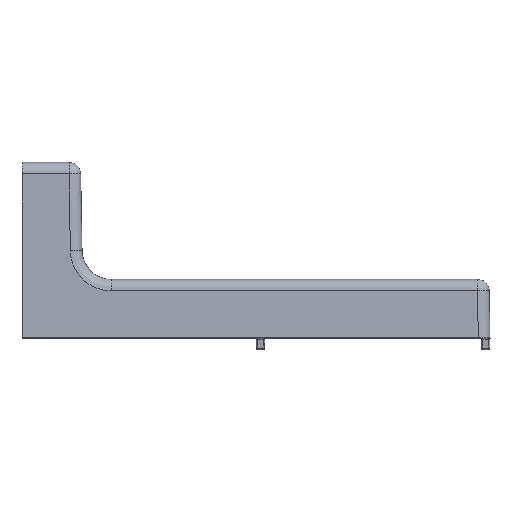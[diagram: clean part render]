
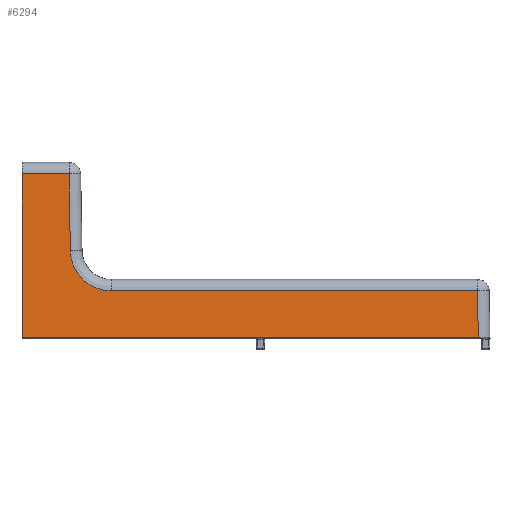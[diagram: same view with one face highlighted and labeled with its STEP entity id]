
A CAD part, top view. The second image highlights one B-rep face of the part: STEP entity #6294.
In plain terms, the highlighted planar face has unit normal (0, 0.018, 1).
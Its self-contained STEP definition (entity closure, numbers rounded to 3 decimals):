
#69=PLANE('',#6789);
#168=LINE('',#9697,#610);
#267=LINE('',#10363,#709);
#275=LINE('',#10385,#717);
#276=LINE('',#10386,#718);
#277=LINE('',#10388,#719);
#278=LINE('',#10390,#720);
#610=VECTOR('',#7589,156.001);
#709=VECTOR('',#7744,56.078);
#717=VECTOR('',#7762,26.252);
#718=VECTOR('',#7763,16.069);
#719=VECTOR('',#7764,16.075);
#720=VECTOR('',#7765,125.195);
#1404=FACE_OUTER_BOUND('',#1853,.T.);
#1853=EDGE_LOOP('',(#4493,#4494,#4495,#4496,#4497,#4498,#4499));
#2604=B_SPLINE_CURVE_WITH_KNOTS('',3,(#10391,#10392,#10393,#10394,#10395,
#10396,#10397,#10398,#10399,#10400,#10401,#10402,#10403),.UNSPECIFIED.,
 .F.,.F.,(4,3,3,3,4),(3.142,3.53,3.918,
4.307,4.695),.UNSPECIFIED.);
#2742=VERTEX_POINT('',#9694);
#2743=VERTEX_POINT('',#9696);
#2894=VERTEX_POINT('',#10362);
#2902=VERTEX_POINT('',#10383);
#2903=VERTEX_POINT('',#10384);
#2904=VERTEX_POINT('',#10387);
#2905=VERTEX_POINT('',#10389);
#3312=EDGE_CURVE('',#2743,#2742,#168,.T.);
#3472=EDGE_CURVE('',#2894,#2743,#267,.T.);
#3484=EDGE_CURVE('',#2902,#2903,#275,.T.);
#3485=EDGE_CURVE('',#2903,#2894,#276,.T.);
#3486=EDGE_CURVE('',#2742,#2904,#277,.T.);
#3487=EDGE_CURVE('',#2904,#2905,#278,.T.);
#3488=EDGE_CURVE('',#2905,#2902,#2604,.T.);
#4493=ORIENTED_EDGE('',*,*,#3484,.T.);
#4494=ORIENTED_EDGE('',*,*,#3485,.T.);
#4495=ORIENTED_EDGE('',*,*,#3472,.T.);
#4496=ORIENTED_EDGE('',*,*,#3312,.T.);
#4497=ORIENTED_EDGE('',*,*,#3486,.T.);
#4498=ORIENTED_EDGE('',*,*,#3487,.T.);
#4499=ORIENTED_EDGE('',*,*,#3488,.T.);
#6294=ADVANCED_FACE('',(#1404),#69,.T.);
#6789=AXIS2_PLACEMENT_3D('',#10382,#7760,#7761);
#7589=DIRECTION('',(1.,0.,0.));
#7744=DIRECTION('',(0.,-1.,0.017));
#7760=DIRECTION('center_axis',(0.,0.017,
1.));
#7761=DIRECTION('ref_axis',(1.,0.,0.));
#7762=DIRECTION('',(-0.017,1.,-0.017));
#7763=DIRECTION('',(-1.,0.,0.));
#7764=DIRECTION('',(-0.017,1.,-0.017));
#7765=DIRECTION('',(-1.,0.,0.));
#9694=CARTESIAN_POINT('',(156.001,0.,19.));
#9696=CARTESIAN_POINT('',(0.,0.,19.));
#9697=CARTESIAN_POINT('',(160.,0.,19.));
#10362=CARTESIAN_POINT('',(0.,56.07,18.021));
#10363=CARTESIAN_POINT('',(0.,0.,19.));
#10382=CARTESIAN_POINT('Origin',(160.,0.,19.));
#10383=CARTESIAN_POINT('',(16.527,29.825,18.479));
#10384=CARTESIAN_POINT('',(16.069,56.07,18.021));
#10385=CARTESIAN_POINT('',(17.091,-2.494,19.044));
#10386=CARTESIAN_POINT('',(160.,56.07,18.021));
#10387=CARTESIAN_POINT('',(155.72,16.07,18.72));
#10388=CARTESIAN_POINT('',(156.002,-0.07,19.001));
#10389=CARTESIAN_POINT('',(30.525,16.07,18.72));
#10390=CARTESIAN_POINT('',(160.,16.07,18.72));
#10391=CARTESIAN_POINT('Ctrl Pts',(30.525,16.07,18.72));
#10392=CARTESIAN_POINT('Ctrl Pts',(28.713,16.07,18.72));
#10393=CARTESIAN_POINT('Ctrl Pts',(26.901,16.426,18.713));
#10394=CARTESIAN_POINT('Ctrl Pts',(25.224,17.112,18.701));
#10395=CARTESIAN_POINT('Ctrl Pts',(23.547,17.798,18.689));
#10396=CARTESIAN_POINT('Ctrl Pts',(22.005,18.814,18.672));
#10397=CARTESIAN_POINT('Ctrl Pts',(20.712,20.084,18.649));
#10398=CARTESIAN_POINT('Ctrl Pts',(19.42,21.355,18.627));
#10399=CARTESIAN_POINT('Ctrl Pts',(18.377,22.878,18.601));
#10400=CARTESIAN_POINT('Ctrl Pts',(17.662,24.543,18.572));
#10401=CARTESIAN_POINT('Ctrl Pts',(16.947,26.208,18.543));
#10402=CARTESIAN_POINT('Ctrl Pts',(16.559,28.013,18.511));
#10403=CARTESIAN_POINT('Ctrl Pts',(16.527,29.825,18.479));
